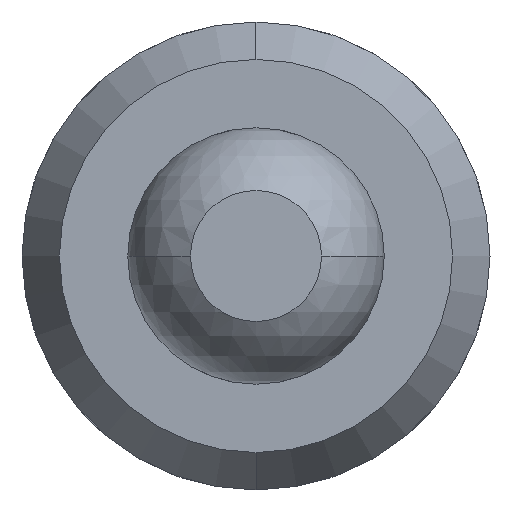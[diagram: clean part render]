
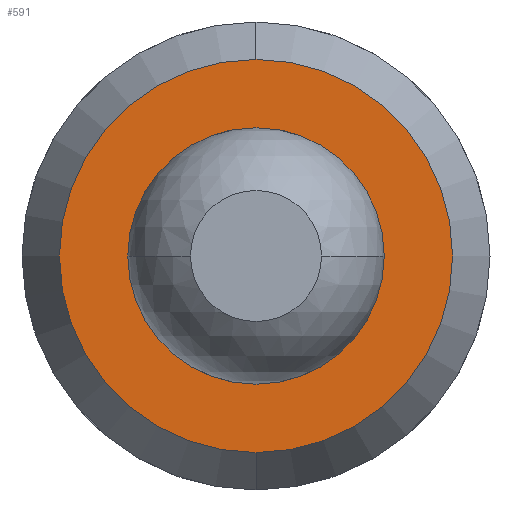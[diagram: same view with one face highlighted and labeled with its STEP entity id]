
A CAD part, front view. The second image highlights one B-rep face of the part: STEP entity #591.
In plain terms, the highlighted planar face has unit normal (0, -1, 0).
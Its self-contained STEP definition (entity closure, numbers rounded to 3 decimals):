
#64 = CARTESIAN_POINT ( 'NONE',  ( 0., 6.4, 0. ) ) ;
#170 = CIRCLE ( 'NONE', #4080, 0.45 ) ;
#342 = CARTESIAN_POINT ( 'NONE',  ( 0., 6.4, 1.05 ) ) ;
#363 = CARTESIAN_POINT ( 'NONE',  ( 0., 6.4, 0. ) ) ;
#436 = CARTESIAN_POINT ( 'NONE',  ( 0., 6.4, 0. ) ) ;
#496 = PLANE ( 'NONE',  #3014 ) ;
#513 = DIRECTION ( 'NONE',  ( 0., 1., 0. ) ) ;
#554 = EDGE_LOOP ( 'NONE', ( #1401, #4370 ) ) ;
#591 = ADVANCED_FACE ( 'Defeature ausgef�hrt1_23', ( #2694, #3749 ), #496, .F. ) ;
#762 = VERTEX_POINT ( 'NONE', #342 ) ;
#822 = EDGE_LOOP ( 'NONE', ( #3665, #4667 ) ) ;
#859 = DIRECTION ( 'NONE',  ( 0., 0., 1. ) ) ;
#886 = AXIS2_PLACEMENT_3D ( 'NONE', #2285, #4722, #4325 ) ;
#903 = EDGE_CURVE ( 'Defeature ausgef�hrt1_23+Defeature ausgef�hrt1_57+Defeature ausgef�hrt1_57+Defeature ausgef�hrt1_57', #762, #2899, #4595, .T. ) ;
#978 = CARTESIAN_POINT ( 'NONE',  ( 0., 6.4, 0.45 ) ) ;
#1277 = DIRECTION ( 'NONE',  ( 0., 1., 0. ) ) ;
#1401 = ORIENTED_EDGE ( 'NONE', *, *, #903, .T. ) ;
#1664 = DIRECTION ( 'NONE',  ( 0., 0., 1. ) ) ;
#1755 = CIRCLE ( 'NONE', #1977, 1.05 ) ;
#1835 = CARTESIAN_POINT ( 'NONE',  ( 0., 6.4, -1.05 ) ) ;
#1977 = AXIS2_PLACEMENT_3D ( 'NONE', #363, #4118, #1664 ) ;
#2172 = CARTESIAN_POINT ( 'NONE',  ( 0.45, 6.4, 0. ) ) ;
#2184 = DIRECTION ( 'NONE',  ( 0., 0., 1. ) ) ;
#2227 = AXIS2_PLACEMENT_3D ( 'NONE', #64, #1277, #2184 ) ;
#2285 = CARTESIAN_POINT ( 'NONE',  ( 0., 6.4, 0. ) ) ;
#2694 = FACE_OUTER_BOUND ( 'NONE', #554, .T. ) ;
#2777 = CIRCLE ( 'NONE', #2227, 0.45 ) ;
#2899 = VERTEX_POINT ( 'NONE', #1835 ) ;
#3014 = AXIS2_PLACEMENT_3D ( 'NONE', #2172, #513, #5102 ) ;
#3337 = VERTEX_POINT ( 'NONE', #978 ) ;
#3356 = DIRECTION ( 'NONE',  ( 0., 1., 0. ) ) ;
#3573 = EDGE_CURVE ( 'Defeature ausgef�hrt1_23+Defeature ausgef�hrt1_6+Defeature ausgef�hrt1_6+Defeature ausgef�hrt1_6', #4132, #3337, #2777, .T. ) ;
#3648 = EDGE_CURVE ( 'Defeature ausgef�hrt1_23+Defeature ausgef�hrt1_6+Defeature ausgef�hrt1_6+Defeature ausgef�hrt1_6', #3337, #4132, #170, .T. ) ;
#3665 = ORIENTED_EDGE ( 'NONE', *, *, #3573, .T. ) ;
#3749 = FACE_BOUND ( 'NONE', #822, .T. ) ;
#4080 = AXIS2_PLACEMENT_3D ( 'NONE', #436, #3356, #859 ) ;
#4118 = DIRECTION ( 'NONE',  ( 0., -1., 0. ) ) ;
#4132 = VERTEX_POINT ( 'NONE', #5224 ) ;
#4325 = DIRECTION ( 'NONE',  ( 0., 0., 1. ) ) ;
#4370 = ORIENTED_EDGE ( 'NONE', *, *, #4474, .T. ) ;
#4474 = EDGE_CURVE ( 'Defeature ausgef�hrt1_23+Defeature ausgef�hrt1_57+Defeature ausgef�hrt1_57+Defeature ausgef�hrt1_57', #2899, #762, #1755, .T. ) ;
#4595 = CIRCLE ( 'NONE', #886, 1.05 ) ;
#4667 = ORIENTED_EDGE ( 'NONE', *, *, #3648, .T. ) ;
#4722 = DIRECTION ( 'NONE',  ( 0., -1., 0. ) ) ;
#5102 = DIRECTION ( 'NONE',  ( 0., 0., 1. ) ) ;
#5224 = CARTESIAN_POINT ( 'NONE',  ( 0., 6.4, -0.45 ) ) ;
